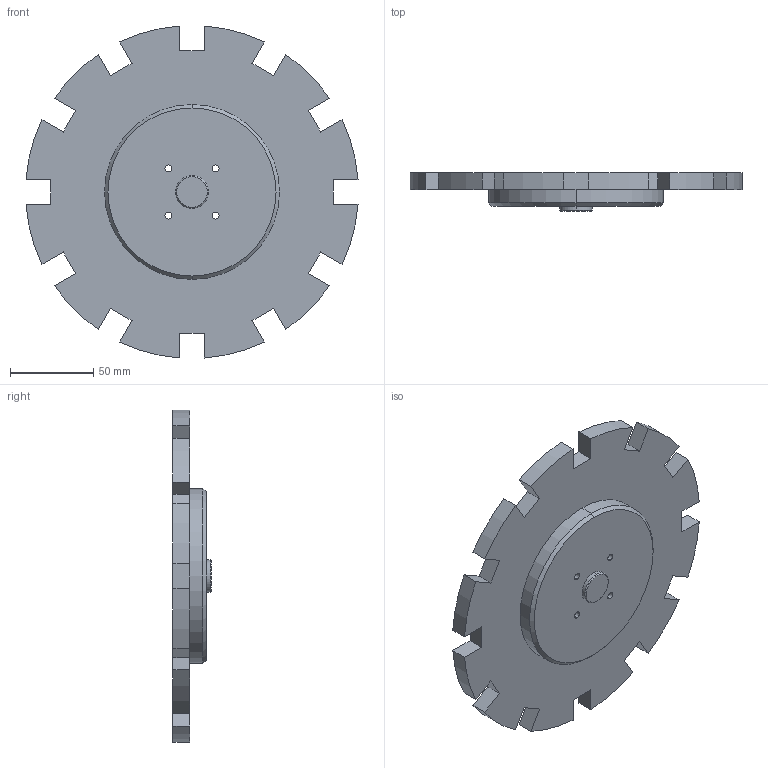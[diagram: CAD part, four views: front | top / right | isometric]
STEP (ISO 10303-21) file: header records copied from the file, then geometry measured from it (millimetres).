
FILE_DESCRIPTION (( 'STEP AP214' ), '1' );
FILE_NAME ('Top_Mittelteil_Drehelement.STEP', '2024-08-27T21:29:59', ( '' ), ( '' ), 'SwSTEP 2.0', 'SolidWorks 2024', '' );
FILE_SCHEMA (( 'AUTOMOTIVE_DESIGN' ));
Length unit declared in the file: millimetre
Products named in the file (1): Top_Mittelteil_Drehelement
Bounding box: 199.44 x 23 x 199.44 mm (x, y, z)
Volume: 372720.7 mm3; surface area: 71249.6 mm2
Topology: 1 solids, 1 shells, 76 faces, 204 edges, 132 vertices
Faces by surface type: plane 40, cylinder 24, cone 12
Entity records: 2411 total; most frequent: DIRECTION 418, CARTESIAN_POINT 413, ORIENTED_EDGE 408, EDGE_CURVE 204, LINE 144, VECTOR 144, AXIS2_PLACEMENT_3D 137, VERTEX_POINT 132
